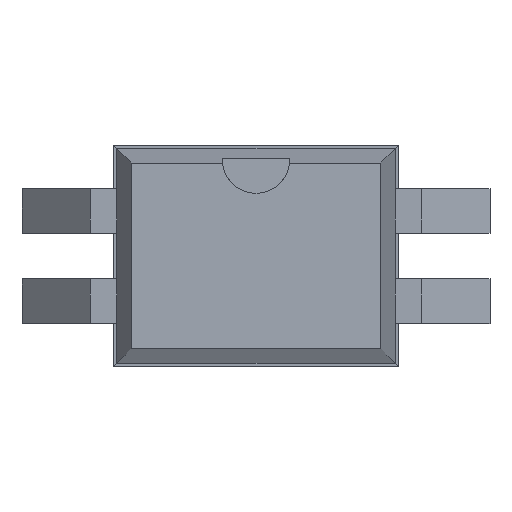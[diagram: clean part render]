
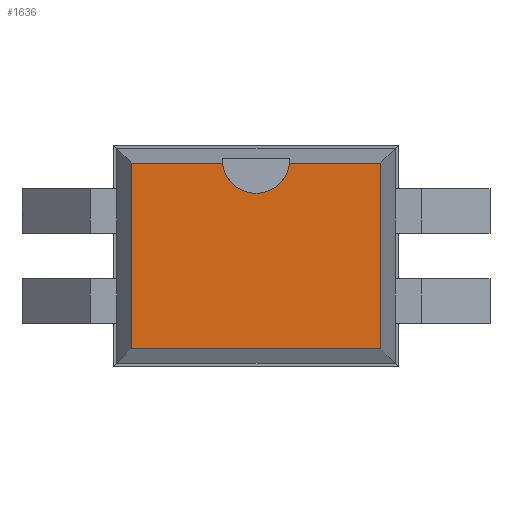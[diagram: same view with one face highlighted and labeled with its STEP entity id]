
A CAD part, top view. The second image highlights one B-rep face of the part: STEP entity #1636.
In plain terms, the highlighted planar face has unit normal (0, 0, 1).
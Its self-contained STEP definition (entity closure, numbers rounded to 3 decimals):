
#26=VECTOR('',#27,1.);
#27=DIRECTION('',(0.,1.,0.));
#33=VECTOR('',#34,1.);
#34=DIRECTION('',(-1.,0.,0.));
#40=VECTOR('',#41,1.);
#41=DIRECTION('',(0.,-1.,0.));
#45=VECTOR('',#46,1.);
#46=DIRECTION('',(1.,0.,0.));
#49=DIRECTION('',(0.,0.,-1.));
#840=VERTEX_POINT('',#841);
#841=CARTESIAN_POINT('',(7.856,0.796,3.68));
#843=ORIENTED_EDGE('',*,*,#844,.F.);
#844=EDGE_CURVE('',#845,#840,#847,.T.);
#845=VERTEX_POINT('',#846);
#846=CARTESIAN_POINT('',(7.856,-3.336,3.68));
#847=LINE('',#846,#26);
#1071=VERTEX_POINT('',#1072);
#1072=CARTESIAN_POINT('',(2.304,0.796,3.68));
#1074=ORIENTED_EDGE('',*,*,#1075,.F.);
#1075=EDGE_CURVE('',#1076,#1071,#1078,.T.);
#1076=VERTEX_POINT('',#1077);
#1077=CARTESIAN_POINT('',(4.334,0.796,3.68));
#1078=LINE('',#841,#33);
#1292=VERTEX_POINT('',#1293);
#1293=CARTESIAN_POINT('',(5.826,0.796,3.68));
#1395=ORIENTED_EDGE('',*,*,#1396,.F.);
#1396=EDGE_CURVE('',#840,#1292,#1078,.T.);
#1410=VERTEX_POINT('',#1411);
#1411=CARTESIAN_POINT('',(2.304,-3.336,3.68));
#1413=ORIENTED_EDGE('',*,*,#1414,.F.);
#1414=EDGE_CURVE('',#1071,#1410,#1415,.T.);
#1415=LINE('',#1072,#40);
#1631=ORIENTED_EDGE('',*,*,#1632,.F.);
#1632=EDGE_CURVE('',#1410,#845,#1633,.T.);
#1633=LINE('',#1411,#45);
#1636=ADVANCED_FACE('',(#1637),#1649,.F.);
#1637=FACE_BOUND('',#1638,.F.);
#1638=EDGE_LOOP('',(#843,#1631,#1413,#1074,#1639,#1647,#1395));
#1639=ORIENTED_EDGE('',*,*,#1640,.F.);
#1640=EDGE_CURVE('',#1641,#1076,#1643,.T.);
#1641=VERTEX_POINT('',#1642);
#1642=CARTESIAN_POINT('',(5.08,0.121,3.68));
#1643=CIRCLE('',#1644,0.75);
#1644=AXIS2_PLACEMENT_3D('',#1645,#1646,#41);
#1645=CARTESIAN_POINT('',(5.08,0.871,3.68));
#1646=DIRECTION('',(0.,0.,-1.));
#1647=ORIENTED_EDGE('',*,*,#1648,.F.);
#1648=EDGE_CURVE('',#1292,#1641,#1643,.T.);
#1649=PLANE('',#1650);
#1650=AXIS2_PLACEMENT_3D('',#846,#49,#1651);
#1651=DIRECTION('',(-0.802,0.597,0.));
